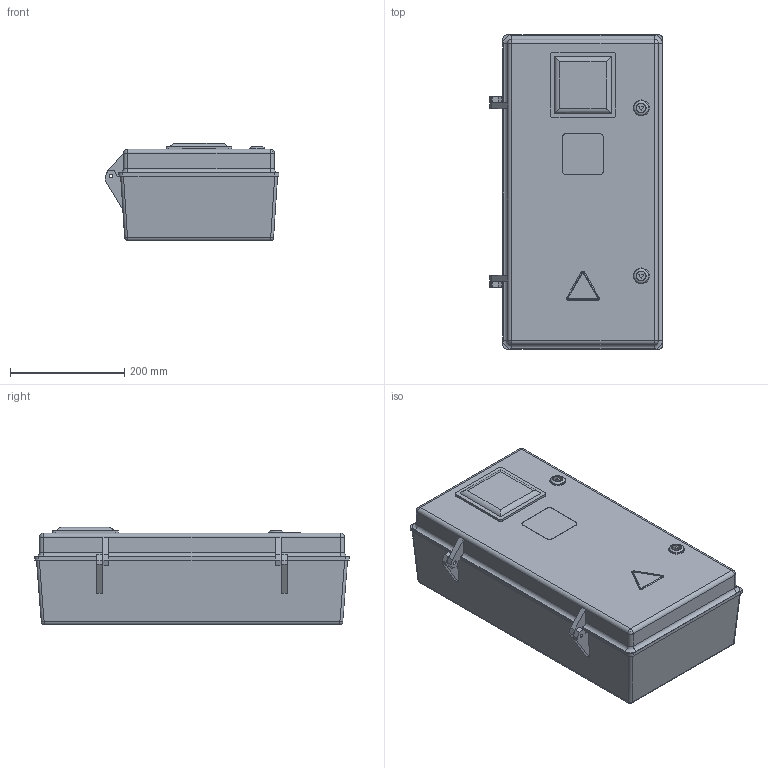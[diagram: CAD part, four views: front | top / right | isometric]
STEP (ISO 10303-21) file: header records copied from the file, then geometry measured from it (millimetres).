
FILE_DESCRIPTION (( 'STEP AP203' ), '1' );
FILE_NAME ('MKP50-N-03-54 Êîðïóñ ïîëèýñòåðíûé ó÷åòíûé ÙÓ 3_1 ÓÕË1 IP54.STEP', '2016-10-31T06:37:59', ( '' ), ( '' ), 'SwSTEP 2.0', 'SolidWorks 2014', '' );
FILE_SCHEMA (( 'CONFIG_CONTROL_DESIGN' ));
Length unit declared in the file: millimetre
Products named in the file (7): MKP50-N-03-54 Base; MKP50-N-03-54 glass; MKP50-N-03-54 Door; MKP50-N-03-54 glass1; door lock; MKP50-N-03-54 Êîðïóñ ïîëèýñòåðíûé ó÷åòíûé ÙÓ 3_1 ÓÕË1 IP54
Assembly tree (7 placements, depth 3):
  MKP50-N-03-54 Êîðïóñ ïîëèýñòåðíûé ó÷åòíûé ÙÓ 3_1 ÓÕË1 IP54
    MKP50-N-03-54 Base
    MKP50-N-03-54 glass
    MKP50-N-03-54 Door
      MKP50-N-03-54 Door
      door lock  x2
    MKP50-N-03-54 glass1
Bounding box: 304.13 x 550 x 170 mm (x, y, z)
Volume: 3330028.6 mm3; surface area: 1542837.4 mm2
Topology: 8 solids, 8 shells, 527 faces, 1309 edges, 847 vertices
Faces by surface type: plane 373, cylinder 128, torus 12, sphere 8, bspline 4, cone 2
Full cylindrical faces by diameter (mm): 4.5 x6, 6 x8, 6.5 x6, 16 x2, 18 x4, 19 x6, 25 x2
Entity records: 14152 total; most frequent: CARTESIAN_POINT 2481, DIRECTION 2227, ORIENTED_EDGE 2200, EDGE_CURVE 1100, VECTOR 837, LINE 837, VERTEX_POINT 735, AXIS2_PLACEMENT_3D 695
